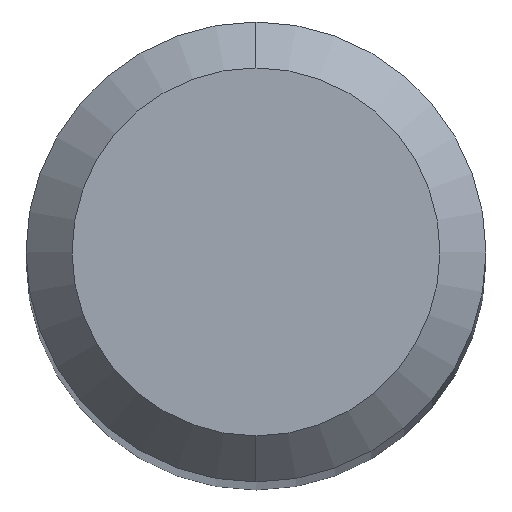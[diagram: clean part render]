
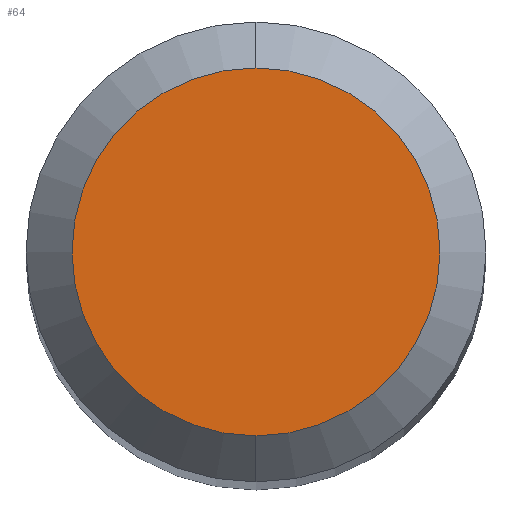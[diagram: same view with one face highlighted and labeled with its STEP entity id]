
A CAD part, top view. The second image highlights one B-rep face of the part: STEP entity #64.
In plain terms, the highlighted planar face has unit normal (0, 0, 1).
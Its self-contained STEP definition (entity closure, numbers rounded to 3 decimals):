
#64=ADVANCED_FACE('',(#138),#139,.T.);
#138=FACE_OUTER_BOUND('',#223,.T.);
#139=PLANE('',#224);
#223=EDGE_LOOP('',(#325,#326));
#224=AXIS2_PLACEMENT_3D('',#327,#328,#329);
#325=ORIENTED_EDGE('',*,*,#442,.F.);
#326=ORIENTED_EDGE('',*,*,#455,.F.);
#327=CARTESIAN_POINT('',(0.,0.6,28.));
#328=DIRECTION('',(0.,0.0,1.0));
#329=DIRECTION('',(0.0,-1.0,0.0));
#442=EDGE_CURVE('',#521,#523,#524,.T.);
#455=EDGE_CURVE('',#523,#521,#541,.T.);
#521=VERTEX_POINT('',#601);
#523=VERTEX_POINT('',#604);
#524=CIRCLE('',#605,1.2);
#541=CIRCLE('',#623,1.2);
#601=CARTESIAN_POINT('',(0.,1.2,28.));
#604=CARTESIAN_POINT('',(0.,-1.2,28.));
#605=AXIS2_PLACEMENT_3D('',#678,#679,#680);
#623=AXIS2_PLACEMENT_3D('',#703,#704,#705);
#678=CARTESIAN_POINT('',(0.,0.,28.));
#679=DIRECTION('',(0.,0.0,-1.0));
#680=DIRECTION('',(0.0,1.0,0.0));
#703=CARTESIAN_POINT('',(0.,0.,28.));
#704=DIRECTION('',(0.,0.0,-1.0));
#705=DIRECTION('',(0.0,1.0,0.0));
